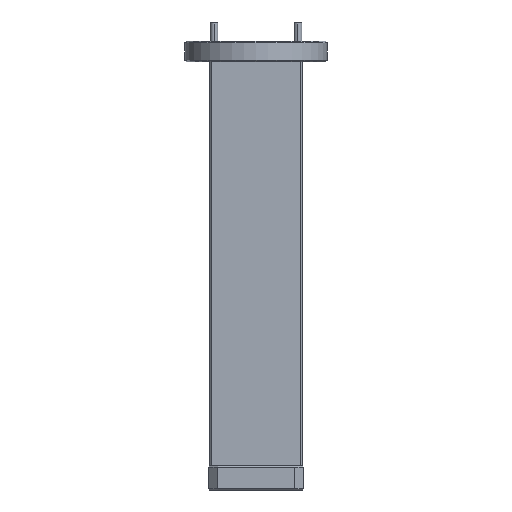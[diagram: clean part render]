
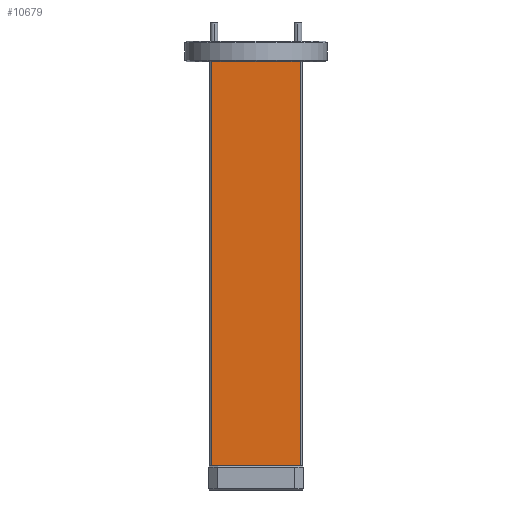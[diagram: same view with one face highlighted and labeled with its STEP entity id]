
A CAD part, front view. The second image highlights one B-rep face of the part: STEP entity #10679.
In plain terms, the highlighted planar face has unit normal (0, -1, 0).
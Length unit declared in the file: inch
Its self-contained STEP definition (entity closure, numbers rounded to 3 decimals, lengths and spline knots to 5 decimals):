
#428 = CARTESIAN_POINT ( 'NONE',  ( 0.35335, -0.15748, 0.00685 ) ) ;
#1242 = VERTEX_POINT ( 'NONE', #4368 ) ;
#1304 = EDGE_CURVE ( 'NONE', #11653, #1242, #33941, .T. ) ;
#2472 = DIRECTION ( 'NONE',  ( 0., -1., 0. ) ) ;
#2721 = VECTOR ( 'NONE', #26591, 39.37008 ) ;
#2818 = CARTESIAN_POINT ( 'NONE',  ( 0.35827, -0.15748, -0.11811 ) ) ;
#3042 = DIRECTION ( 'NONE',  ( 1., 0., 0. ) ) ;
#3559 = VERTEX_POINT ( 'NONE', #12006 ) ;
#4368 = CARTESIAN_POINT ( 'NONE',  ( 0.35335, -0.15748, -3.18646 ) ) ;
#6647 = LINE ( 'NONE', #15129, #10601 ) ;
#6655 = AXIS2_PLACEMENT_3D ( 'NONE', #2818, #2472, #24756 ) ;
#9147 = EDGE_CURVE ( 'NONE', #11653, #3559, #9280, .T. ) ;
#9280 = LINE ( 'NONE', #20518, #2721 ) ;
#10601 = VECTOR ( 'NONE', #14403, 39.37008 ) ;
#10679 = ADVANCED_FACE ( 'NONE', ( #14266 ), #30623, .T. ) ;
#10881 = VERTEX_POINT ( 'NONE', #428 ) ;
#11264 = VECTOR ( 'NONE', #13848, 39.37008 ) ;
#11653 = VERTEX_POINT ( 'NONE', #23313 ) ;
#12006 = CARTESIAN_POINT ( 'NONE',  ( -0.35334, -0.15748, 0.00685 ) ) ;
#13557 = ORIENTED_EDGE ( 'NONE', *, *, #35135, .T. ) ;
#13848 = DIRECTION ( 'NONE',  ( -1., 0., 0. ) ) ;
#14266 = FACE_OUTER_BOUND ( 'NONE', #25807, .T. ) ;
#14403 = DIRECTION ( 'NONE',  ( 0., 0., -1. ) ) ;
#15129 = CARTESIAN_POINT ( 'NONE',  ( 0.35335, -0.15748, -0.11811 ) ) ;
#15948 = EDGE_CURVE ( 'NONE', #10881, #1242, #6647, .T. ) ;
#20518 = CARTESIAN_POINT ( 'NONE',  ( -0.35334, -0.15748, -0.11811 ) ) ;
#22196 = CARTESIAN_POINT ( 'NONE',  ( 0.17914, -0.15748, -3.18646 ) ) ;
#23139 = ORIENTED_EDGE ( 'NONE', *, *, #9147, .F. ) ;
#23313 = CARTESIAN_POINT ( 'NONE',  ( -0.35334, -0.15748, -3.18646 ) ) ;
#24071 = VECTOR ( 'NONE', #3042, 39.37008 ) ;
#24756 = DIRECTION ( 'NONE',  ( 0., 0., -1. ) ) ;
#25807 = EDGE_LOOP ( 'NONE', ( #23139, #29084, #34585, #13557 ) ) ;
#26591 = DIRECTION ( 'NONE',  ( 0., 0., 1. ) ) ;
#27830 = LINE ( 'NONE', #30922, #11264 ) ;
#29084 = ORIENTED_EDGE ( 'NONE', *, *, #1304, .T. ) ;
#30623 = PLANE ( 'NONE',  #6655 ) ;
#30922 = CARTESIAN_POINT ( 'NONE',  ( 0.17914, -0.15748, 0.00685 ) ) ;
#33941 = LINE ( 'NONE', #22196, #24071 ) ;
#34585 = ORIENTED_EDGE ( 'NONE', *, *, #15948, .F. ) ;
#35135 = EDGE_CURVE ( 'NONE', #10881, #3559, #27830, .T. ) ;
